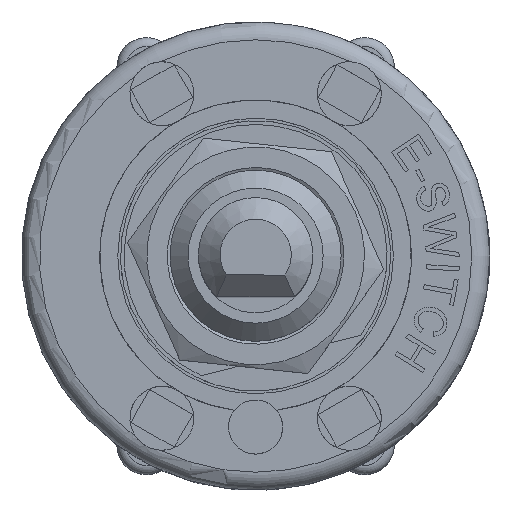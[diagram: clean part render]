
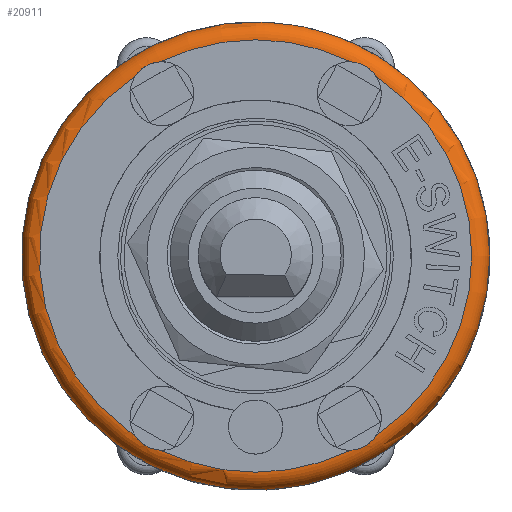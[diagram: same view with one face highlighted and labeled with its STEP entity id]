
A CAD part, top view. The second image highlights one B-rep face of the part: STEP entity #20911.
In plain terms, the highlighted toroidal (fillet/blend) face has major radius 12 mm and minor radius 1 mm.
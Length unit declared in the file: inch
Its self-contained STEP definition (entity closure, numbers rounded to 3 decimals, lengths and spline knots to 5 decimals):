
#20261=CARTESIAN_POINT('',(0.51181,0.0,0.37402));
#20262=VERTEX_POINT('',#20261);
#20263=CARTESIAN_POINT('',(0.0,0.0,0.37402));
#20264=DIRECTION('',(0.0,0.0,1.0));
#20265=DIRECTION('',(-1.0,0.0,0.0));
#20266=AXIS2_PLACEMENT_3D('',#20263,#20264,#20265);
#20267=CIRCLE('',#20266,0.51181);
#20268=EDGE_CURVE('',#20262,#20262,#20267,.T.);
#20511=CARTESIAN_POINT('',(-0.26379,0.39194,0.41339));
#20512=VERTEX_POINT('',#20511);
#20521=CARTESIAN_POINT('',(-0.20753,0.42442,0.41339));
#20522=VERTEX_POINT('',#20521);
#20530=CARTESIAN_POINT('',(-0.26379,0.39194,0.41339));
#20531=CARTESIAN_POINT('',(-0.26063,0.39693,0.41339));
#20532=CARTESIAN_POINT('',(-0.25684,0.40153,0.41318));
#20533=CARTESIAN_POINT('',(-0.25019,0.40776,0.41294));
#20534=CARTESIAN_POINT('',(-0.24774,0.40975,0.41287));
#20535=CARTESIAN_POINT('',(-0.24411,0.41233,0.41281));
#20536=CARTESIAN_POINT('',(-0.24303,0.41306,0.41279));
#20537=CARTESIAN_POINT('',(-0.24115,0.41424,0.41278));
#20538=CARTESIAN_POINT('',(-0.24035,0.41472,0.41278));
#20539=CARTESIAN_POINT('',(-0.23874,0.41565,0.41278));
#20540=CARTESIAN_POINT('',(-0.23791,0.4161,0.41278));
#20541=CARTESIAN_POINT('',(-0.23586,0.41717,0.4128));
#20542=CARTESIAN_POINT('',(-0.23462,0.41777,0.41281));
#20543=CARTESIAN_POINT('',(-0.23029,0.41972,0.41288));
#20544=CARTESIAN_POINT('',(-0.22713,0.42087,0.41296));
#20545=CARTESIAN_POINT('',(-0.2184,0.42336,0.41321));
#20546=CARTESIAN_POINT('',(-0.2129,0.4242,0.41339));
#20547=CARTESIAN_POINT('',(-0.20753,0.42442,0.41339));
#20548=B_SPLINE_CURVE_WITH_KNOTS('',3,(#20530,#20531,#20532,#20533,#20534,#20535,#20536,#20537,#20538,#20539,#20540,#20541,#20542,#20543,#20544,#20545,#20546,#20547),.UNSPECIFIED.,.F.,.U.,(4,2,2,2,2,2,2,2,4),(-0.30321,-0.28459,-0.27477,-0.27072,-0.26786,-0.26495,-0.2607,-0.25033,-0.23279),.UNSPECIFIED.);
#20549=EDGE_CURVE('',#20512,#20522,#20548,.T.);
#20585=CARTESIAN_POINT('',(-0.26379,-0.39194,0.41339));
#20586=VERTEX_POINT('',#20585);
#20596=CARTESIAN_POINT('',(-0.20753,-0.42442,0.41339));
#20597=VERTEX_POINT('',#20596);
#20598=CARTESIAN_POINT('',(-0.20753,-0.42442,0.41339));
#20599=CARTESIAN_POINT('',(-0.21344,-0.42418,0.41339));
#20600=CARTESIAN_POINT('',(-0.21932,-0.42319,0.41318));
#20601=CARTESIAN_POINT('',(-0.22803,-0.42055,0.41294));
#20602=CARTESIAN_POINT('',(-0.23098,-0.41943,0.41287));
#20603=CARTESIAN_POINT('',(-0.23503,-0.41757,0.41281));
#20604=CARTESIAN_POINT('',(-0.2362,-0.417,0.41279));
#20605=CARTESIAN_POINT('',(-0.23817,-0.41596,0.41278));
#20606=CARTESIAN_POINT('',(-0.23898,-0.41551,0.41278));
#20607=CARTESIAN_POINT('',(-0.24059,-0.41458,0.41278));
#20608=CARTESIAN_POINT('',(-0.2414,-0.41409,0.41278));
#20609=CARTESIAN_POINT('',(-0.24335,-0.41285,0.4128));
#20610=CARTESIAN_POINT('',(-0.24449,-0.41207,0.41281));
#20611=CARTESIAN_POINT('',(-0.24834,-0.4093,0.41288));
#20612=CARTESIAN_POINT('',(-0.25092,-0.40713,0.41296));
#20613=CARTESIAN_POINT('',(-0.25744,-0.40082,0.41321));
#20614=CARTESIAN_POINT('',(-0.26092,-0.39648,0.41339));
#20615=CARTESIAN_POINT('',(-0.26379,-0.39194,0.41339));
#20616=B_SPLINE_CURVE_WITH_KNOTS('',3,(#20598,#20599,#20600,#20601,#20602,#20603,#20604,#20605,#20606,#20607,#20608,#20609,#20610,#20611,#20612,#20613,#20614,#20615),.UNSPECIFIED.,.F.,.U.,(4,2,2,2,2,2,2,2,4),(-0.30321,-0.28459,-0.27477,-0.27072,-0.26786,-0.26495,-0.2607,-0.25033,-0.23279),.UNSPECIFIED.);
#20617=EDGE_CURVE('',#20597,#20586,#20616,.T.);
#20685=CARTESIAN_POINT('',(0.20753,-0.42442,0.41339));
#20686=VERTEX_POINT('',#20685);
#20696=CARTESIAN_POINT('',(0.26379,-0.39194,0.41339));
#20697=VERTEX_POINT('',#20696);
#20698=CARTESIAN_POINT('',(0.26379,-0.39194,0.41339));
#20699=CARTESIAN_POINT('',(0.26063,-0.39693,0.41339));
#20700=CARTESIAN_POINT('',(0.25684,-0.40153,0.41318));
#20701=CARTESIAN_POINT('',(0.25019,-0.40776,0.41294));
#20702=CARTESIAN_POINT('',(0.24774,-0.40975,0.41287));
#20703=CARTESIAN_POINT('',(0.24411,-0.41233,0.41281));
#20704=CARTESIAN_POINT('',(0.24303,-0.41306,0.41279));
#20705=CARTESIAN_POINT('',(0.24115,-0.41424,0.41278));
#20706=CARTESIAN_POINT('',(0.24035,-0.41472,0.41278));
#20707=CARTESIAN_POINT('',(0.23874,-0.41565,0.41278));
#20708=CARTESIAN_POINT('',(0.23791,-0.4161,0.41278));
#20709=CARTESIAN_POINT('',(0.23586,-0.41717,0.4128));
#20710=CARTESIAN_POINT('',(0.23462,-0.41777,0.41281));
#20711=CARTESIAN_POINT('',(0.23029,-0.41972,0.41288));
#20712=CARTESIAN_POINT('',(0.22713,-0.42087,0.41296));
#20713=CARTESIAN_POINT('',(0.2184,-0.42336,0.41321));
#20714=CARTESIAN_POINT('',(0.2129,-0.4242,0.41339));
#20715=CARTESIAN_POINT('',(0.20753,-0.42442,0.41339));
#20716=B_SPLINE_CURVE_WITH_KNOTS('',3,(#20698,#20699,#20700,#20701,#20702,#20703,#20704,#20705,#20706,#20707,#20708,#20709,#20710,#20711,#20712,#20713,#20714,#20715),.UNSPECIFIED.,.F.,.U.,(4,2,2,2,2,2,2,2,4),(-0.30321,-0.28459,-0.27477,-0.27072,-0.26786,-0.26495,-0.2607,-0.25033,-0.23279),.UNSPECIFIED.);
#20717=EDGE_CURVE('',#20697,#20686,#20716,.T.);
#20811=CARTESIAN_POINT('',(0.20753,0.42442,0.41339));
#20812=VERTEX_POINT('',#20811);
#20821=CARTESIAN_POINT('',(0.26379,0.39194,0.41339));
#20822=VERTEX_POINT('',#20821);
#20830=CARTESIAN_POINT('',(0.20753,0.42442,0.41339));
#20831=CARTESIAN_POINT('',(0.21344,0.42418,0.41339));
#20832=CARTESIAN_POINT('',(0.21932,0.42319,0.41318));
#20833=CARTESIAN_POINT('',(0.22803,0.42055,0.41294));
#20834=CARTESIAN_POINT('',(0.23098,0.41943,0.41287));
#20835=CARTESIAN_POINT('',(0.23503,0.41757,0.41281));
#20836=CARTESIAN_POINT('',(0.2362,0.417,0.41279));
#20837=CARTESIAN_POINT('',(0.23817,0.41596,0.41278));
#20838=CARTESIAN_POINT('',(0.23898,0.41551,0.41278));
#20839=CARTESIAN_POINT('',(0.24059,0.41458,0.41278));
#20840=CARTESIAN_POINT('',(0.2414,0.41409,0.41278));
#20841=CARTESIAN_POINT('',(0.24335,0.41285,0.4128));
#20842=CARTESIAN_POINT('',(0.24449,0.41207,0.41281));
#20843=CARTESIAN_POINT('',(0.24834,0.4093,0.41288));
#20844=CARTESIAN_POINT('',(0.25092,0.40713,0.41296));
#20845=CARTESIAN_POINT('',(0.25744,0.40082,0.41321));
#20846=CARTESIAN_POINT('',(0.26092,0.39648,0.41339));
#20847=CARTESIAN_POINT('',(0.26379,0.39194,0.41339));
#20848=B_SPLINE_CURVE_WITH_KNOTS('',3,(#20830,#20831,#20832,#20833,#20834,#20835,#20836,#20837,#20838,#20839,#20840,#20841,#20842,#20843,#20844,#20845,#20846,#20847),.UNSPECIFIED.,.F.,.U.,(4,2,2,2,2,2,2,2,4),(-0.30321,-0.28459,-0.27477,-0.27072,-0.26786,-0.26495,-0.2607,-0.25033,-0.23279),.UNSPECIFIED.);
#20849=EDGE_CURVE('',#20812,#20822,#20848,.T.);
#20869=CARTESIAN_POINT('',(0.0,0.0,0.37402));
#20870=DIRECTION('',(0.0,0.0,-1.0));
#20871=DIRECTION('',(-1.0,0.0,0.0));
#20872=AXIS2_PLACEMENT_3D('',#20869,#20870,#20871);
#20873=TOROIDAL_SURFACE('',#20872,0.47244,0.03937);
#20874=ORIENTED_EDGE('',*,*,#20268,.T.);
#20875=EDGE_LOOP('',(#20874));
#20876=FACE_OUTER_BOUND('',#20875,.T.);
#20877=CARTESIAN_POINT('',(0.0,0.0,0.41339));
#20878=DIRECTION('',(0.0,0.0,-1.0));
#20879=DIRECTION('',(-1.0,0.0,0.0));
#20880=AXIS2_PLACEMENT_3D('',#20877,#20878,#20879);
#20881=CIRCLE('',#20880,0.47244);
#20882=EDGE_CURVE('',#20586,#20512,#20881,.T.);
#20883=ORIENTED_EDGE('',*,*,#20882,.T.);
#20884=ORIENTED_EDGE('',*,*,#20549,.T.);
#20885=CARTESIAN_POINT('',(0.0,0.0,0.41339));
#20886=DIRECTION('',(0.0,0.0,-1.0));
#20887=DIRECTION('',(-1.0,0.0,0.0));
#20888=AXIS2_PLACEMENT_3D('',#20885,#20886,#20887);
#20889=CIRCLE('',#20888,0.47244);
#20890=EDGE_CURVE('',#20522,#20812,#20889,.T.);
#20891=ORIENTED_EDGE('',*,*,#20890,.T.);
#20892=ORIENTED_EDGE('',*,*,#20849,.T.);
#20893=CARTESIAN_POINT('',(0.0,0.0,0.41339));
#20894=DIRECTION('',(0.0,0.0,-1.0));
#20895=DIRECTION('',(-1.0,0.0,0.0));
#20896=AXIS2_PLACEMENT_3D('',#20893,#20894,#20895);
#20897=CIRCLE('',#20896,0.47244);
#20898=EDGE_CURVE('',#20822,#20697,#20897,.T.);
#20899=ORIENTED_EDGE('',*,*,#20898,.T.);
#20900=ORIENTED_EDGE('',*,*,#20717,.T.);
#20901=CARTESIAN_POINT('',(0.0,0.0,0.41339));
#20902=DIRECTION('',(0.0,0.0,-1.0));
#20903=DIRECTION('',(-1.0,0.0,0.0));
#20904=AXIS2_PLACEMENT_3D('',#20901,#20902,#20903);
#20905=CIRCLE('',#20904,0.47244);
#20906=EDGE_CURVE('',#20686,#20597,#20905,.T.);
#20907=ORIENTED_EDGE('',*,*,#20906,.T.);
#20908=ORIENTED_EDGE('',*,*,#20617,.T.);
#20909=EDGE_LOOP('',(#20883,#20884,#20891,#20892,#20899,#20900,#20907,#20908));
#20910=FACE_BOUND('',#20909,.T.);
#20911=ADVANCED_FACE('',(#20876,#20910),#20873,.T.);
